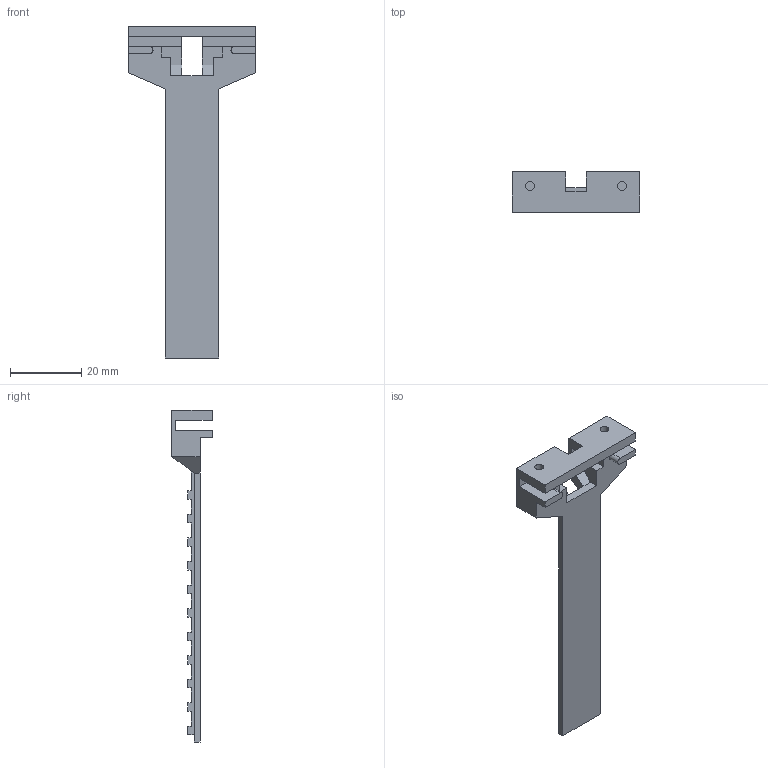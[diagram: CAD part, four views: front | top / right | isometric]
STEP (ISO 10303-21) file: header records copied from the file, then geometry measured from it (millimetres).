
FILE_DESCRIPTION(/* description */ ('Unknown'),/* implementation_level */ '2;1');
FILE_NAME(/* name */ 'VAH',/* time_stamp */ '2024-11-15T07:44:17-03:00',/* author */ ('Unknown'),/* organization */ ('Unknown'),/* preprocessor_version */ 'ST-DEVELOPER v16.7',/* originating_system */ 'Solid Edge',/* authorisation */ 'Unknown');
FILE_SCHEMA (('AUTOMOTIVE_DESIGN {1 0 10303 214 3 1 1}'));
Length unit declared in the file: millimetre
Products named in the file (1): VAH
Bounding box: 35.85 x 11.3 x 93.06 mm (x, y, z)
Volume: 5505.2 mm3; surface area: 5498 mm2
Topology: 1 solids, 1 shells, 88 faces, 256 edges, 168 vertices
Faces by surface type: plane 84, cylinder 4
Full cylindrical faces by diameter (mm): 2.5 x2
Entity records: 2876 total; most frequent: CARTESIAN_POINT 511, ORIENTED_EDGE 508, DIRECTION 440, EDGE_CURVE 254, LINE 246, VECTOR 246, VERTEX_POINT 168, AXIS2_PLACEMENT_3D 97
